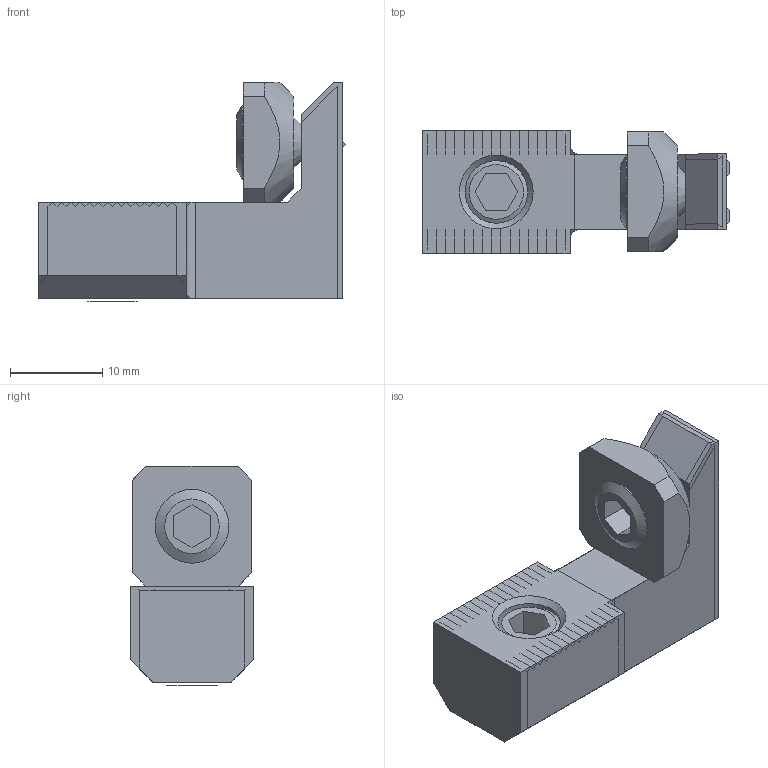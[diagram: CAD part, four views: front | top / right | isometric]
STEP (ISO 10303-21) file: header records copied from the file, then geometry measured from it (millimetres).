
FILE_DESCRIPTION(/* description */ (''),/* implementation_level */ '2;1');
FILE_NAME(/* name */ '41-004-0.stp',/* time_stamp */ '2024-08-13T14:24:28-04:00',/* author */ ('esanner'),/* organization */ (''),/* preprocessor_version */ 'ST-DEVELOPER v19',/* originating_system */ 'AutoCAD Mechanical',/* authorisation */ '');
FILE_SCHEMA (('AUTOMOTIVE_DESIGN { 1 0 10303 214 3 1 1 }'));
Length unit declared in the file: millimetre
Products named in the file (1): Product
Bounding box: 33.3 x 13.4 x 23.8 mm (x, y, z)
Volume: 8439.7 mm3; surface area: 5386.8 mm2
Topology: 5 solids, 5 shells, 236 faces, 591 edges, 367 vertices
Faces by surface type: plane 216, cone 13, cylinder 7
Full cylindrical faces by diameter (mm): 6.5 x1, 6.8 x2, 8 x2
Entity records: 6831 total; most frequent: CARTESIAN_POINT 1213, ORIENTED_EDGE 1178, DIRECTION 1086, EDGE_CURVE 589, LINE 546, VECTOR 546, VERTEX_POINT 367, AXIS2_PLACEMENT_3D 270
